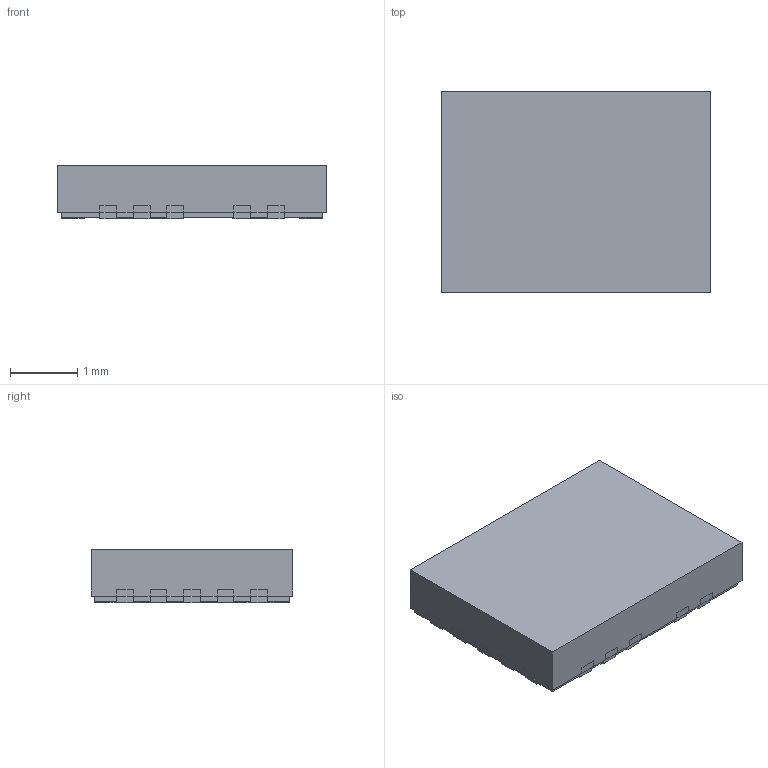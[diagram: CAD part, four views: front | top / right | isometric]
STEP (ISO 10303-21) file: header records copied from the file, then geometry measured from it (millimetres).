
FILE_DESCRIPTION((''),'2;1');
FILE_NAME('RVR0019A_ASM','2016-02-17T',('a0412025'),(''),'PRO/ENGINEER BY PARAMETRIC TECHNOLOGY CORPORATION, 2011490','PRO/ENGINEER BY PARAMETRIC TECHNOLOGY CORPORATION, 2011490','');
FILE_SCHEMA(('AUTOMOTIVE_DESIGN_CC2 { 1 2 10303 214 -1 1 5 2 }'));
Length unit declared in the file: millimetre
Products named in the file (4): BODY-QFN_AF0; FRAME-RVR0019A_AF0; PIN1-ID; RVR0019A_ASM
Assembly tree (3 placements, depth 2):
  RVR0019A_ASM
    BODY-QFN_AF0
    FRAME-RVR0019A_AF0
    PIN1-ID
Bounding box: 4 x 3 x 0.8 mm (x, y, z)
Volume: 9.3 mm3; surface area: 64.2 mm2
Topology: 22 solids, 22 shells, 324 faces, 828 edges, 552 vertices
Faces by surface type: plane 286, cylinder 38
Entity records: 12834 total; most frequent: CARTESIAN_POINT 1711, ORIENTED_EDGE 1656, DIRECTION 1566, PRESENTATION_STYLE_ASSIGNMENT 911, STYLED_ITEM 850, CURVE_STYLE 828, EDGE_CURVE 828, VECTOR 752
